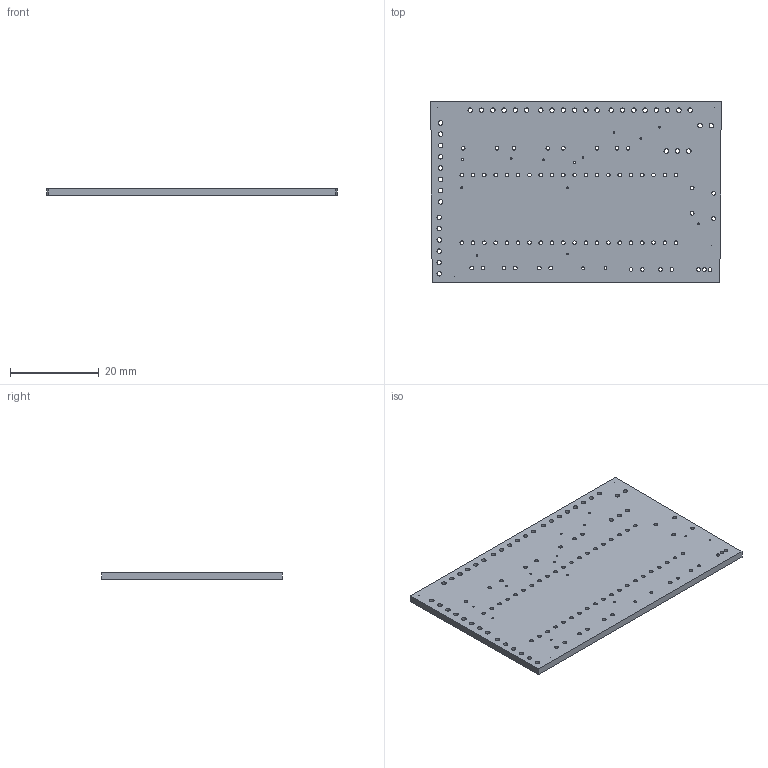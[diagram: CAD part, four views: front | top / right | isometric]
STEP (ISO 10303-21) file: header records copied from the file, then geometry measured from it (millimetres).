
FILE_DESCRIPTION(('for SolidWorks'),'2;1');
FILE_NAME('HG-1A_PCB..step', '2025-07-06T11:44:32',('murat'),(''),'Open CASCADE STEP processor 6.6' ,'DipTrace','Unknown');
FILE_SCHEMA(('AUTOMOTIVE_DESIGN { 1 0 10303 214 1 1 1 1 }'));
Length unit declared in the file: millimetre
Products named in the file (2): PCB_HG-1A_PCB.; Board_HG-1A_PCB.
Assembly tree (1 placements, depth 2):
  PCB_HG-1A_PCB.
    Board_HG-1A_PCB.
Bounding box: 65.41 x 40.64 x 1.57 mm (x, y, z)
Volume: 4047.6 mm3; surface area: 5977.2 mm2
Topology: 1 solids, 1 shells, 129 faces, 381 edges, 254 vertices
Faces by surface type: cylinder 123, plane 6
Full cylindrical faces by diameter (mm): 0.076 x4, 0.4 x13, 0.61 x2, 0.813 x58, 0.85 x7, 1.016 x39
Entity records: 4990 total; most frequent: DIRECTION 889, CARTESIAN_POINT 766, ORIENTED_EDGE 762, EDGE_CURVE 381, AXIS2_PLACEMENT_3D 377, FACE_BOUND 375, EDGE_LOOP 375, VERTEX_POINT 254
